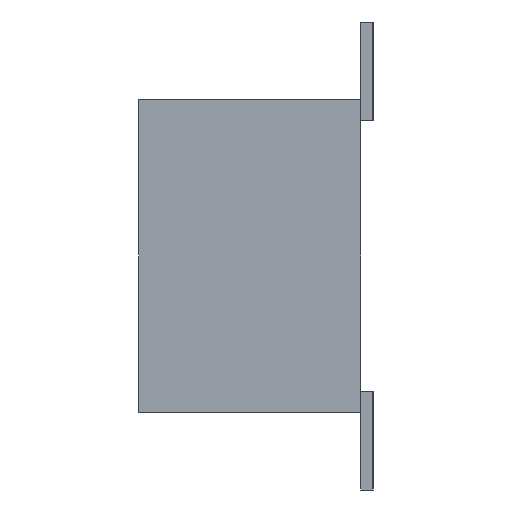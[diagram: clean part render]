
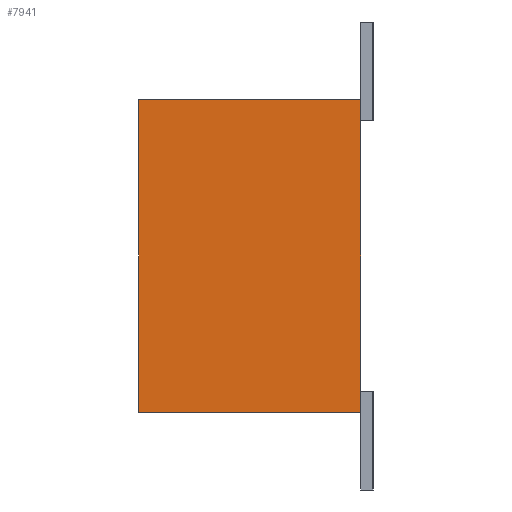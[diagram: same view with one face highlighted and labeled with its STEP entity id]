
A CAD part, left-side view. The second image highlights one B-rep face of the part: STEP entity #7941.
In plain terms, the highlighted planar face has unit normal (-1, 0, 0).
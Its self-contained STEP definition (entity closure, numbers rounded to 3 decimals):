
#255=FACE_OUTER_BOUND('',#661,.T.);
#661=EDGE_LOOP('',(#5763,#5764,#5765,#5766));
#1410=LINE('',#11412,#2542);
#1411=LINE('',#11414,#2543);
#1412=LINE('',#11416,#2544);
#1413=LINE('',#11417,#2545);
#2542=VECTOR('',#9342,10.);
#2543=VECTOR('',#9343,10.);
#2544=VECTOR('',#9344,10.);
#2545=VECTOR('',#9345,10.);
#3535=VERTEX_POINT('',#11410);
#3536=VERTEX_POINT('',#11411);
#3537=VERTEX_POINT('',#11413);
#3538=VERTEX_POINT('',#11415);
#4402=EDGE_CURVE('',#3535,#3536,#1410,.T.);
#4403=EDGE_CURVE('',#3535,#3537,#1411,.T.);
#4404=EDGE_CURVE('',#3538,#3537,#1412,.T.);
#4405=EDGE_CURVE('',#3536,#3538,#1413,.T.);
#5763=ORIENTED_EDGE('',*,*,#4402,.F.);
#5764=ORIENTED_EDGE('',*,*,#4403,.T.);
#5765=ORIENTED_EDGE('',*,*,#4404,.F.);
#5766=ORIENTED_EDGE('',*,*,#4405,.F.);
#7535=PLANE('',#8361);
#7941=ADVANCED_FACE('',(#255),#7535,.T.);
#8361=AXIS2_PLACEMENT_3D('',#11409,#9340,#9341);
#9340=DIRECTION('center_axis',(-1.,0.,0.));
#9341=DIRECTION('ref_axis',(0.,0.,1.));
#9342=DIRECTION('',(0.,0.,-1.));
#9343=DIRECTION('',(0.,1.,0.));
#9344=DIRECTION('',(0.,0.,1.));
#9345=DIRECTION('',(0.,1.,0.));
#11409=CARTESIAN_POINT('Origin',(-1.27,0.2,-3.81));
#11410=CARTESIAN_POINT('',(-1.27,0.2,1.27));
#11411=CARTESIAN_POINT('',(-1.27,0.2,-3.81));
#11412=CARTESIAN_POINT('',(-1.27,0.2,-2.54));
#11413=CARTESIAN_POINT('',(-1.27,3.8,1.27));
#11414=CARTESIAN_POINT('',(-1.27,0.2,1.27));
#11415=CARTESIAN_POINT('',(-1.27,3.8,-3.81));
#11416=CARTESIAN_POINT('',(-1.27,3.8,-2.54));
#11417=CARTESIAN_POINT('',(-1.27,0.2,-3.81));
